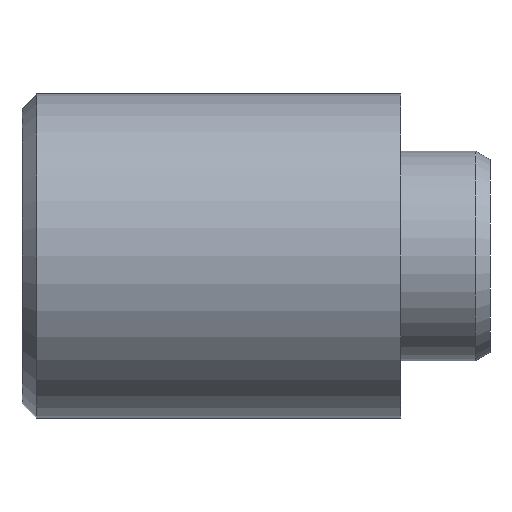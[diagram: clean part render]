
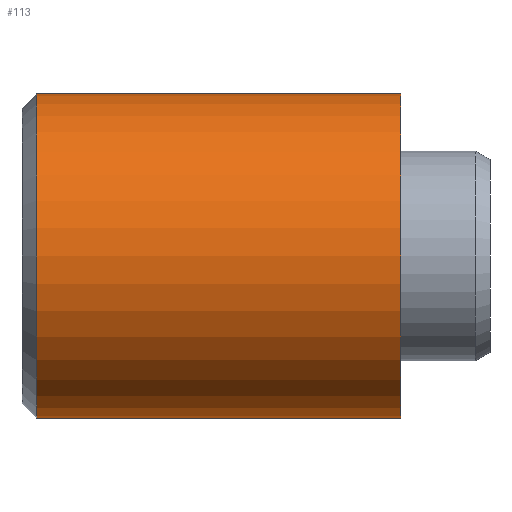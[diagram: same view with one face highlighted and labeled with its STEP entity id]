
A CAD part, left-side view. The second image highlights one B-rep face of the part: STEP entity #113.
In plain terms, the highlighted cylindrical face has radius 2.78 mm (diameter 5.56 mm), a partial arc.
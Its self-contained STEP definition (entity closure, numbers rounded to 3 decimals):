
#74 = EDGE_CURVE ( 'NONE', #78, #165, #291, .T. ) ;
#78 = VERTEX_POINT ( 'NONE', #467 ) ;
#98 = CARTESIAN_POINT ( 'NONE',  ( 0., 36.602, 2.78 ) ) ;
#113 = ADVANCED_FACE ( 'NONE', ( #428 ), #218, .T. ) ;
#126 = VECTOR ( 'NONE', #343, 1000. ) ;
#127 = VERTEX_POINT ( 'NONE', #272 ) ;
#136 = ORIENTED_EDGE ( 'NONE', *, *, #437, .T. ) ;
#144 = CARTESIAN_POINT ( 'NONE',  ( 0., 6.25, -2.78 ) ) ;
#151 = DIRECTION ( 'NONE',  ( 0., 0., 1. ) ) ;
#162 = EDGE_CURVE ( 'NONE', #449, #127, #360, .T. ) ;
#164 = DIRECTION ( 'NONE',  ( 0., 0., -1. ) ) ;
#165 = VERTEX_POINT ( 'NONE', #144 ) ;
#169 = CARTESIAN_POINT ( 'NONE',  ( 0., 36.602, 0. ) ) ;
#182 = ORIENTED_EDGE ( 'NONE', *, *, #74, .F. ) ;
#208 = CIRCLE ( 'NONE', #275, 2.78 ) ;
#218 = CYLINDRICAL_SURFACE ( 'NONE', #393, 2.78 ) ;
#230 = CARTESIAN_POINT ( 'NONE',  ( 0., 0., 0. ) ) ;
#236 = VECTOR ( 'NONE', #261, 1000. ) ;
#247 = AXIS2_PLACEMENT_3D ( 'NONE', #414, #527, #164 ) ;
#261 = DIRECTION ( 'NONE',  ( 0., 1., 0. ) ) ;
#272 = CARTESIAN_POINT ( 'NONE',  ( 0., 6.25, 2.78 ) ) ;
#275 = AXIS2_PLACEMENT_3D ( 'NONE', #230, #399, #151 ) ;
#284 = EDGE_LOOP ( 'NONE', ( #182, #136, #464, #371 ) ) ;
#291 = LINE ( 'NONE', #385, #126 ) ;
#304 = EDGE_CURVE ( 'NONE', #127, #165, #476, .T. ) ;
#307 = CARTESIAN_POINT ( 'NONE',  ( 0., 0., 2.78 ) ) ;
#333 = DIRECTION ( 'NONE',  ( 0., 1., 0. ) ) ;
#343 = DIRECTION ( 'NONE',  ( 0., 1., 0. ) ) ;
#360 = LINE ( 'NONE', #98, #236 ) ;
#371 = ORIENTED_EDGE ( 'NONE', *, *, #304, .T. ) ;
#385 = CARTESIAN_POINT ( 'NONE',  ( 0., 36.602, -2.78 ) ) ;
#393 = AXIS2_PLACEMENT_3D ( 'NONE', #169, #333, #518 ) ;
#399 = DIRECTION ( 'NONE',  ( 0., 1., 0. ) ) ;
#414 = CARTESIAN_POINT ( 'NONE',  ( 0., 6.25, 0. ) ) ;
#428 = FACE_OUTER_BOUND ( 'NONE', #284, .T. ) ;
#437 = EDGE_CURVE ( 'NONE', #78, #449, #208, .T. ) ;
#449 = VERTEX_POINT ( 'NONE', #307 ) ;
#464 = ORIENTED_EDGE ( 'NONE', *, *, #162, .T. ) ;
#467 = CARTESIAN_POINT ( 'NONE',  ( 0., 0., -2.78 ) ) ;
#476 = CIRCLE ( 'NONE', #247, 2.78 ) ;
#518 = DIRECTION ( 'NONE',  ( 0., 0., 1. ) ) ;
#527 = DIRECTION ( 'NONE',  ( 0., -1., 0. ) ) ;
